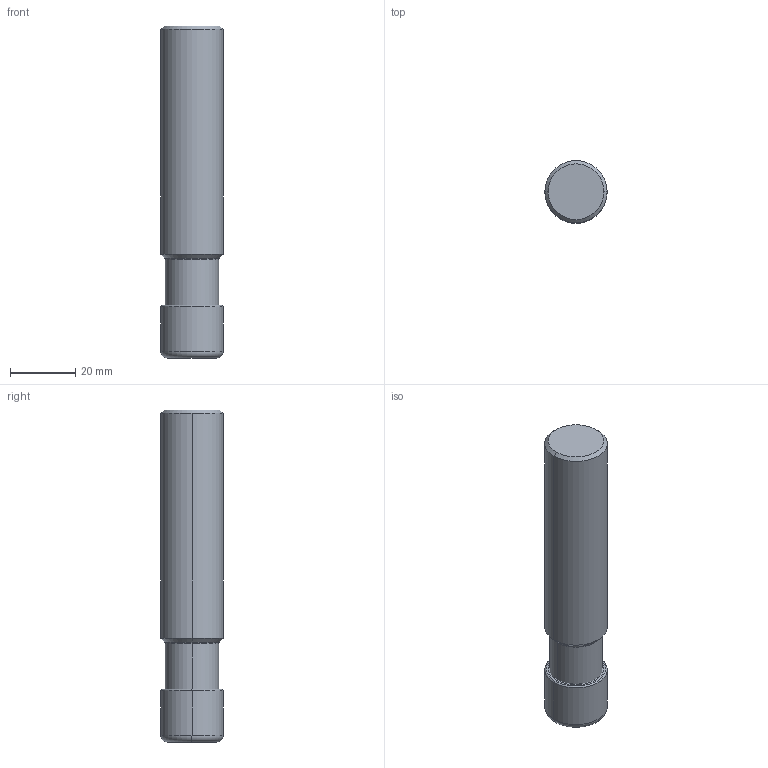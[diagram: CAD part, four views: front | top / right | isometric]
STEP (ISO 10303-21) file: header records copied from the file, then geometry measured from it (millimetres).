
FILE_DESCRIPTION(/* description */ (''),/* implementation_level */ '2;1');
FILE_NAME(/* name */ 'APX4000UR121SA12SA_IR0_079.stp',/* time_stamp */ '2021-09-08T11:43:21+09:00',/* author */ (''),/* organization */ (''),/* preprocessor_version */ 'ST-DEVELOPER v16',/* originating_system */ 'SIEMENS PLM Software NX 10.0',/* authorisation */ '');
FILE_SCHEMA (('AUTOMOTIVE_DESIGN { 1 0 10303 214 3 1 1 1 }'));
Length unit declared in the file: millimetre
Products named in the file (1): APX4000UR121SA12SA_IR0_079_ASM
Bounding box: 19.05 x 19.05 x 101.6 mm (x, y, z)
Volume: 30871.9 mm3; surface area: 7805 mm2
Topology: 2 solids, 2 shells, 78 faces, 180 edges, 135 vertices
Faces by surface type: revolution 24, torus 16, cone 16, bspline 10, cylinder 8, plane 4
Entity records: 3193 total; most frequent: CARTESIAN_POINT 1325, DIRECTION 381, ORIENTED_EDGE 308, AXIS2_PLACEMENT_3D 164, EDGE_CURVE 154, CIRCLE 109, EDGE_LOOP 80, VERTEX_POINT 80
